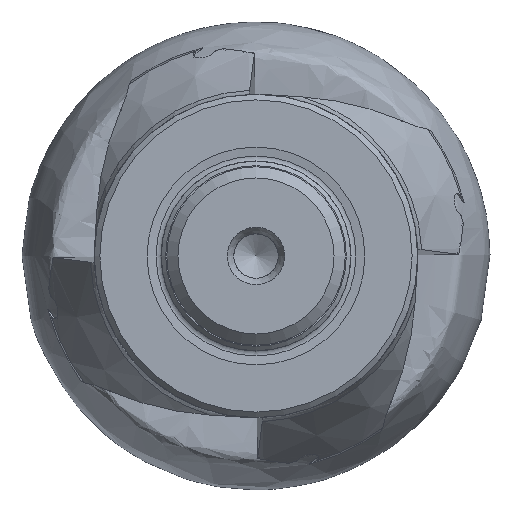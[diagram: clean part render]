
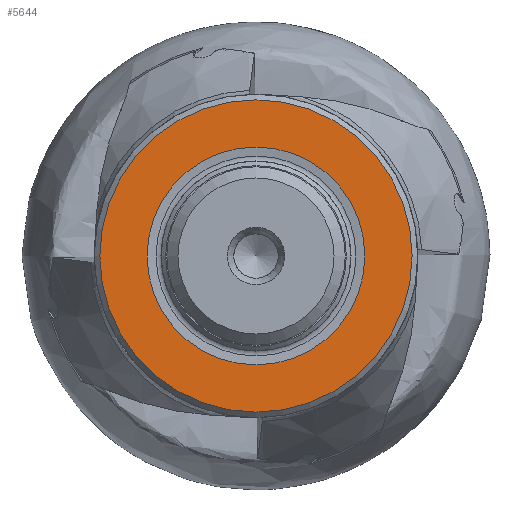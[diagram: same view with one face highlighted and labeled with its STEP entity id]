
A CAD part, left-side view. The second image highlights one B-rep face of the part: STEP entity #5644.
In plain terms, the highlighted planar face has unit normal (-1, 0, 0).
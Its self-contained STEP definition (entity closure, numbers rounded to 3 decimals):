
#296 = FACE_BOUND ( 'NONE', #3587, .T. ) ;
#435 = CARTESIAN_POINT ( 'NONE',  ( -40.905, 9.766, 0. ) ) ;
#457 = DIRECTION ( 'NONE',  ( -1., 0., 0. ) ) ;
#468 = DIRECTION ( 'NONE',  ( 0., 0., 1. ) ) ;
#1000 = DIRECTION ( 'NONE',  ( 0., 0., -1. ) ) ;
#1011 = DIRECTION ( 'NONE',  ( 1., 0., 0. ) ) ;
#1016 = CARTESIAN_POINT ( 'NONE',  ( -40.905, 0., 0. ) ) ;
#1514 = EDGE_LOOP ( 'NONE', ( #3813 ) ) ;
#1812 = EDGE_CURVE ( 'NONE', #6285, #6285, #4205, .T. ) ;
#2235 = AXIS2_PLACEMENT_3D ( 'NONE', #9286, #9273, #9271 ) ;
#2547 = PLANE ( 'NONE',  #2988 ) ;
#2988 = AXIS2_PLACEMENT_3D ( 'NONE', #435, #457, #468 ) ;
#3327 = EDGE_CURVE ( 'NONE', #5562, #5562, #6177, .T. ) ;
#3587 = EDGE_LOOP ( 'NONE', ( #9449 ) ) ;
#3813 = ORIENTED_EDGE ( 'NONE', *, *, #1812, .F. ) ;
#4205 = CIRCLE ( 'NONE', #2235, 14. ) ;
#4430 = AXIS2_PLACEMENT_3D ( 'NONE', #1016, #1011, #1000 ) ;
#5405 = CARTESIAN_POINT ( 'NONE',  ( -40.905, 0., -14. ) ) ;
#5562 = VERTEX_POINT ( 'NONE', #6198 ) ;
#5644 = ADVANCED_FACE ( 'NONE', ( #296, #8806 ), #2547, .T. ) ;
#6177 = CIRCLE ( 'NONE', #4430, 9.766 ) ;
#6198 = CARTESIAN_POINT ( 'NONE',  ( -40.905, 0., -9.766 ) ) ;
#6285 = VERTEX_POINT ( 'NONE', #5405 ) ;
#8806 = FACE_OUTER_BOUND ( 'NONE', #1514, .T. ) ;
#9271 = DIRECTION ( 'NONE',  ( 0., 0., -1. ) ) ;
#9273 = DIRECTION ( 'NONE',  ( 1., 0., 0. ) ) ;
#9286 = CARTESIAN_POINT ( 'NONE',  ( -40.905, 0., 0. ) ) ;
#9449 = ORIENTED_EDGE ( 'NONE', *, *, #3327, .T. ) ;
